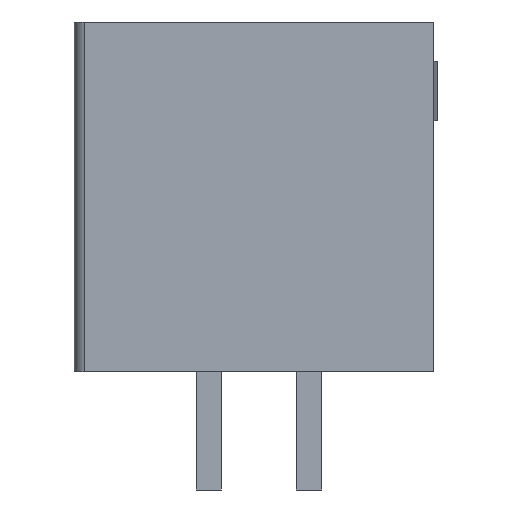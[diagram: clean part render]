
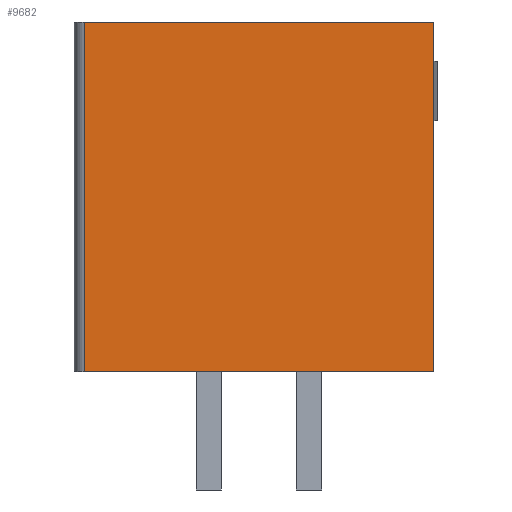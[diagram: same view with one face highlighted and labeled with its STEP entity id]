
A CAD part, left-side view. The second image highlights one B-rep face of the part: STEP entity #9682.
In plain terms, the highlighted planar face has unit normal (-1, 0, 0).
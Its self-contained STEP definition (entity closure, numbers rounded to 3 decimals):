
#51 = VERTEX_POINT('',#52);
#52 = CARTESIAN_POINT('',(-5.1,-3.155,8.85));
#58 = EDGE_CURVE('',#51,#59,#61,.T.);
#59 = VERTEX_POINT('',#60);
#60 = CARTESIAN_POINT('',(-5.1,-3.155,0.));
#61 = LINE('',#62,#63);
#62 = CARTESIAN_POINT('',(-5.1,-3.155,8.85));
#63 = VECTOR('',#64,1.);
#64 = DIRECTION('',(0.,0.,-1.));
#261 = VERTEX_POINT('',#262);
#262 = CARTESIAN_POINT('',(-5.1,5.695,0.));
#268 = EDGE_CURVE('',#269,#261,#271,.T.);
#269 = VERTEX_POINT('',#270);
#270 = CARTESIAN_POINT('',(-5.1,5.695,8.85));
#271 = LINE('',#272,#273);
#272 = CARTESIAN_POINT('',(-5.1,5.695,8.85));
#273 = VECTOR('',#274,1.);
#274 = DIRECTION('',(0.,0.,-1.));
#3610 = EDGE_CURVE('',#261,#59,#3611,.T.);
#3611 = LINE('',#3612,#3613);
#3612 = CARTESIAN_POINT('',(-5.1,5.695,0.));
#3613 = VECTOR('',#3614,1.);
#3614 = DIRECTION('',(0.,-1.,0.));
#9682 = ADVANCED_FACE('',(#9683),#9694,.F.);
#9683 = FACE_BOUND('',#9684,.T.);
#9684 = EDGE_LOOP('',(#9685,#9686,#9687,#9693));
#9685 = ORIENTED_EDGE('',*,*,#3610,.T.);
#9686 = ORIENTED_EDGE('',*,*,#58,.F.);
#9687 = ORIENTED_EDGE('',*,*,#9688,.F.);
#9688 = EDGE_CURVE('',#269,#51,#9689,.T.);
#9689 = LINE('',#9690,#9691);
#9690 = CARTESIAN_POINT('',(-5.1,5.695,8.85));
#9691 = VECTOR('',#9692,1.);
#9692 = DIRECTION('',(0.,-1.,0.));
#9693 = ORIENTED_EDGE('',*,*,#268,.T.);
#9694 = PLANE('',#9695);
#9695 = AXIS2_PLACEMENT_3D('',#9696,#9697,#9698);
#9696 = CARTESIAN_POINT('',(-5.1,5.695,8.85));
#9697 = DIRECTION('',(1.,0.,0.));
#9698 = DIRECTION('',(0.,1.,0.));
